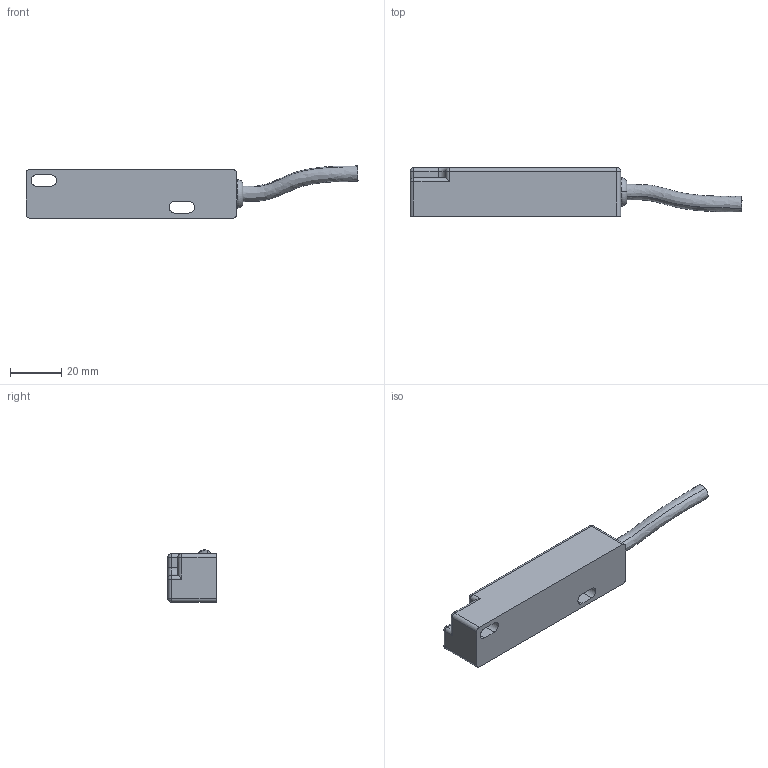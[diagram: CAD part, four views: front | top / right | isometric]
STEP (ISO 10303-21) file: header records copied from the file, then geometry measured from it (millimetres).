
FILE_DESCRIPTION (( 'STEP AP214' ), '1' );
FILE_NAME ('356.700.1 (MS6 SS Switch AP214).STEP', '2010-05-13T10:49:55', ( ' ' ), ( ' ' ), 'SwSTEP 2.0', 'SolidWorks 2004231', '' );
FILE_SCHEMA (( 'AUTOMOTIVE_DESIGN' ));
Length unit declared in the file: millimetre
Products named in the file (4): 356.700.1 (MS6 SS Switch); 150.005 (cable 4 core); 103.019 (Grommet PV751); 356.700.1 (MS6 SS Switch AP214)
Assembly tree (3 placements, depth 2):
  356.700.1 (MS6 SS Switch AP214)
    356.700.1 (MS6 SS Switch)
    150.005 (cable 4 core)
    103.019 (Grommet PV751)
Bounding box: 129.98 x 19 x 20.47 mm (x, y, z)
Volume: 29077.8 mm3; surface area: 8927.3 mm2
Topology: 3 solids, 3 shells, 82 faces, 186 edges, 106 vertices
Faces by surface type: cylinder 40, plane 25, sphere 8, torus 7, bspline 2
Entity records: 3190 total; most frequent: CARTESIAN_POINT 510, DIRECTION 427, ORIENTED_EDGE 356, EDGE_CURVE 178, AXIS2_PLACEMENT_3D 171, VERTEX_POINT 106, EDGE_LOOP 92, VECTOR 85
